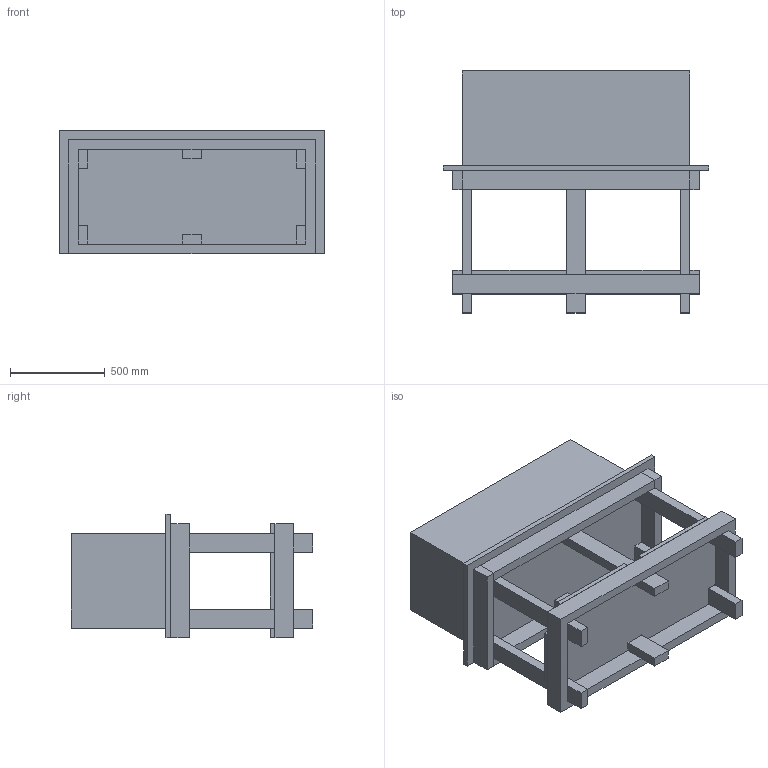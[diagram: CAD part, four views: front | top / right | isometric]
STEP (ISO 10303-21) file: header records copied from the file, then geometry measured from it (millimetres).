
FILE_DESCRIPTION(/* description */ (''),/* implementation_level */ '2;1');
FILE_NAME(/* name */ 'Aquario v1.step',/* time_stamp */ '2024-10-22T14:22:39-03:00',/* author */ (''),/* organization */ (''),/* preprocessor_version */ 'ST-DEVELOPER v20',/* originating_system */ 'Autodesk Translation Framework v13.20.0.188',/* authorisation */ '');
FILE_SCHEMA (('AUTOMOTIVE_DESIGN { 1 0 10303 214 3 1 1 }'));
Length unit declared in the file: millimetre
Products named in the file (1): Aquario
Bounding box: 1400 x 1275 x 650 mm (x, y, z)
Volume: 125579312 mm3; surface area: 11549852 mm2
Topology: 14 solids, 14 shells, 109 faces, 240 edges, 160 vertices
Faces by surface type: plane 109
Entity records: 2972 total; most frequent: CARTESIAN_POINT 510, ORIENTED_EDGE 480, DIRECTION 460, LINE 240, VECTOR 240, EDGE_CURVE 240, VERTEX_POINT 160, EDGE_LOOP 112
